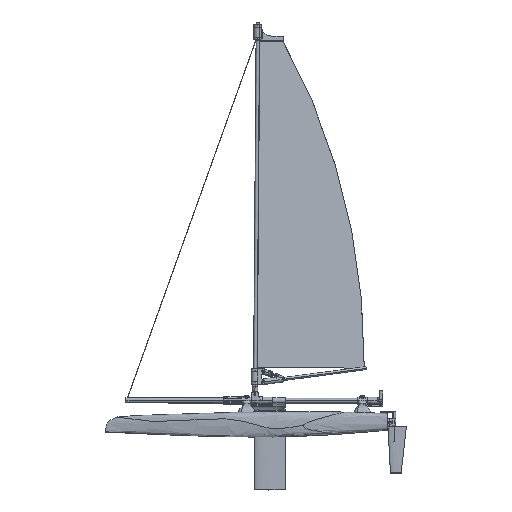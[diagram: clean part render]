
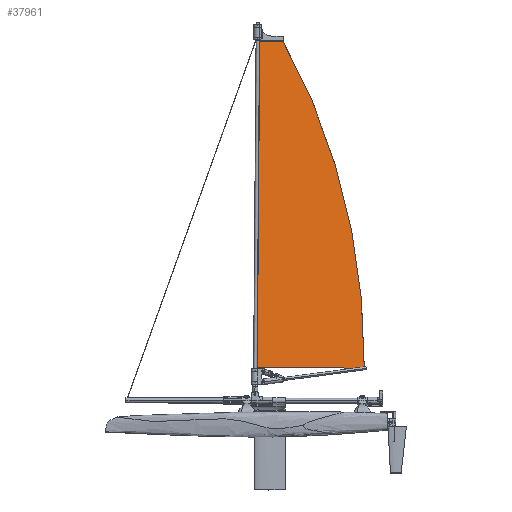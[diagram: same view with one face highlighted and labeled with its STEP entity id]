
A CAD part, top view. The second image highlights one B-rep face of the part: STEP entity #37961.
In plain terms, the highlighted face is planar.
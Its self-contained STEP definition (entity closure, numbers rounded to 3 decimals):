
#14 = ORIENTED_EDGE ( 'NONE', *, *, #13413, .T. ) ;
#25 = VERTEX_POINT ( 'NONE', #31184 ) ;
#232 = EDGE_CURVE ( 'NONE', #10436, #25, #3253, .T. ) ;
#891 = CARTESIAN_POINT ( 'NONE',  ( -869.914, 0., 0.1 ) ) ;
#3035 = CARTESIAN_POINT ( 'NONE',  ( -869.914, 0., 0.1 ) ) ;
#3253 = LINE ( 'NONE', #37847, #18011 ) ;
#3651 = LINE ( 'NONE', #29943, #26202 ) ;
#3754 = VECTOR ( 'NONE', #21657, 1000. ) ;
#3850 = DIRECTION ( 'NONE',  ( 1., 0., 0. ) ) ;
#4104 = CARTESIAN_POINT ( 'NONE',  ( 0., 0., 0.1 ) ) ;
#10436 = VERTEX_POINT ( 'NONE', #33574 ) ;
#10497 = FACE_OUTER_BOUND ( 'NONE', #25807, .T. ) ;
#11962 = DIRECTION ( 'NONE',  ( 1., 0., 0. ) ) ;
#13413 = EDGE_CURVE ( 'NONE', #35431, #23212, #3651, .T. ) ;
#13472 = LINE ( 'NONE', #30504, #3754 ) ;
#13902 = ORIENTED_EDGE ( 'NONE', *, *, #232, .T. ) ;
#18011 = VECTOR ( 'NONE', #20265, 1000. ) ;
#20265 = DIRECTION ( 'NONE',  ( -1., 0., 0. ) ) ;
#20384 = ORIENTED_EDGE ( 'NONE', *, *, #24065, .T. ) ;
#20971 = AXIS2_PLACEMENT_3D ( 'NONE', #891, #21506, #3850 ) ;
#21039 = CIRCLE ( 'NONE', #20971, 1121.914 ) ;
#21506 = DIRECTION ( 'NONE',  ( 0., 0., 1. ) ) ;
#21657 = DIRECTION ( 'NONE',  ( 0., -1., 0. ) ) ;
#23164 = ORIENTED_EDGE ( 'NONE', *, *, #33972, .T. ) ;
#23212 = VERTEX_POINT ( 'NONE', #31367 ) ;
#24065 = EDGE_CURVE ( 'NONE', #23212, #10436, #21039, .T. ) ;
#25807 = EDGE_LOOP ( 'NONE', ( #23164, #14, #20384, #13902 ) ) ;
#26202 = VECTOR ( 'NONE', #35621, 1000. ) ;
#29526 = DIRECTION ( 'NONE',  ( 0., 0., 1. ) ) ;
#29943 = CARTESIAN_POINT ( 'NONE',  ( 0., 0., 0.1 ) ) ;
#30504 = CARTESIAN_POINT ( 'NONE',  ( 0., 635., 0.1 ) ) ;
#31184 = CARTESIAN_POINT ( 'NONE',  ( 0., 635., 0.1 ) ) ;
#31367 = CARTESIAN_POINT ( 'NONE',  ( 252., 0., 0.1 ) ) ;
#31490 = AXIS2_PLACEMENT_3D ( 'NONE', #3035, #29526, #11962 ) ;
#32249 = PLANE ( 'NONE',  #31490 ) ;
#33574 = CARTESIAN_POINT ( 'NONE',  ( 55., 635., 0.1 ) ) ;
#33972 = EDGE_CURVE ( 'NONE', #25, #35431, #13472, .T. ) ;
#35431 = VERTEX_POINT ( 'NONE', #4104 ) ;
#35621 = DIRECTION ( 'NONE',  ( 1., 0., 0. ) ) ;
#37847 = CARTESIAN_POINT ( 'NONE',  ( 55., 635., 0.1 ) ) ;
#37961 = ADVANCED_FACE ( 'NONE', ( #10497 ), #32249, .T. ) ;
